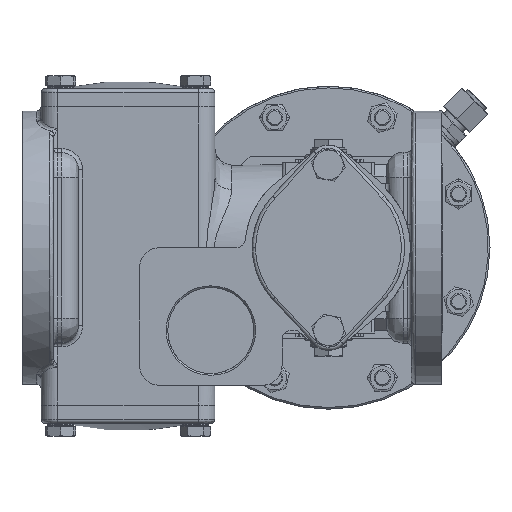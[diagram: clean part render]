
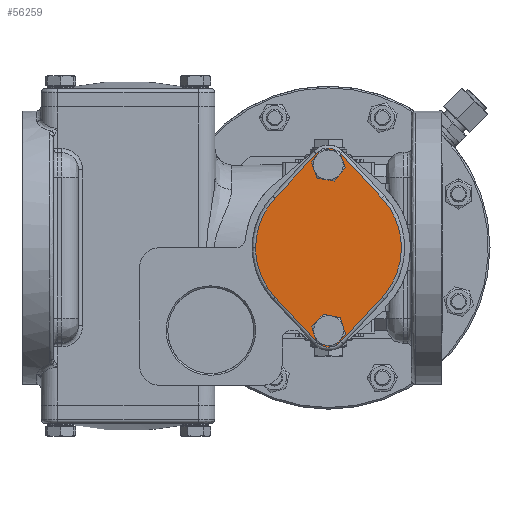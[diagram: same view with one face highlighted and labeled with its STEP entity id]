
A CAD part, front view. The second image highlights one B-rep face of the part: STEP entity #56259.
In plain terms, the highlighted planar face has unit normal (0, -1, 0).
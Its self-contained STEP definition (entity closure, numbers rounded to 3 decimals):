
#414 = DIRECTION ( 'NONE',  ( 0., 0., 1. ) ) ;
#850 = CARTESIAN_POINT ( 'NONE',  ( 128.202, -73., 56.817 ) ) ;
#2075 = CARTESIAN_POINT ( 'NONE',  ( 88.807, -73., -29.994 ) ) ;
#5676 =( BOUNDED_CURVE ( )  B_SPLINE_CURVE ( 3, ( #35937, #27260, #70034, #44553 ),
 .UNSPECIFIED., .F., .F. ) 
 B_SPLINE_CURVE_WITH_KNOTS ( ( 4, 4 ),
 ( 0., 1. ),
 .UNSPECIFIED. ) 
 CURVE ( )  GEOMETRIC_REPRESENTATION_ITEM ( )  RATIONAL_B_SPLINE_CURVE ( ( 1., 0.787, 0.787, 1. ) ) 
 REPRESENTATION_ITEM ( '' )  );
#6337 = EDGE_CURVE ( 'NONE', #7102, #16689, #86737, .T. ) ;
#6923 = CARTESIAN_POINT ( 'NONE',  ( 120.886, -73., 56.5 ) ) ;
#7102 = VERTEX_POINT ( 'NONE', #6923 ) ;
#8166 = CARTESIAN_POINT ( 'NONE',  ( 153.33, -73., -29.846 ) ) ;
#8835 = ORIENTED_EDGE ( 'NONE', *, *, #78036, .F. ) ;
#8938 = ORIENTED_EDGE ( 'NONE', *, *, #96249, .F. ) ;
#9050 = DIRECTION ( 'NONE',  ( 0.682, 0., -0.732 ) ) ;
#9471 = EDGE_CURVE ( 'NONE', #76992, #45009, #41845, .T. ) ;
#10177 = VERTEX_POINT ( 'NONE', #82504 ) ;
#10367 = LINE ( 'NONE', #8166, #53339 ) ;
#10509 = ORIENTED_EDGE ( 'NONE', *, *, #96721, .F. ) ;
#10718 = CARTESIAN_POINT ( 'NONE',  ( 77.026, -73., -11.331 ) ) ;
#14060 = AXIS2_PLACEMENT_3D ( 'NONE', #49220, #109120, #57918 ) ;
#15727 = CARTESIAN_POINT ( 'NONE',  ( 121.114, -73., -50. ) ) ;
#15954 = CARTESIAN_POINT ( 'NONE',  ( 88.67, -73., 29.846 ) ) ;
#16689 = VERTEX_POINT ( 'NONE', #103171 ) ;
#16822 = CARTESIAN_POINT ( 'NONE',  ( 88.807, -73., -29.994 ) ) ;
#17686 = CARTESIAN_POINT ( 'NONE',  ( 128.202, -73., 56.817 ) ) ;
#19003 = ORIENTED_EDGE ( 'NONE', *, *, #70755, .F. ) ;
#20129 = EDGE_CURVE ( 'NONE', #54089, #99475, #10367, .T. ) ;
#20239 = VECTOR ( 'NONE', #101512, 1000. ) ;
#20991 = CARTESIAN_POINT ( 'NONE',  ( 153.33, -73., -29.846 ) ) ;
#21041 = CARTESIAN_POINT ( 'NONE',  ( 121.114, -73., -43.5 ) ) ;
#21146 = CARTESIAN_POINT ( 'NONE',  ( 88.67, -73., 29.846 ) ) ;
#22828 = EDGE_CURVE ( 'NONE', #70396, #54101, #46061, .T. ) ;
#24337 = DIRECTION ( 'NONE',  ( 0., 0., 1. ) ) ;
#25139 = ORIENTED_EDGE ( 'NONE', *, *, #43821, .F. ) ;
#25191 = EDGE_LOOP ( 'NONE', ( #8835, #8938 ) ) ;
#26012 = EDGE_CURVE ( 'NONE', #109989, #104850, #86002, .T. ) ;
#27260 = CARTESIAN_POINT ( 'NONE',  ( 124.247, -73., -61.349 ) ) ;
#27379 = ORIENTED_EDGE ( 'NONE', *, *, #22828, .F. ) ;
#28743 = CARTESIAN_POINT ( 'NONE',  ( 153.33, -73., -29.846 ) ) ;
#30917 = CARTESIAN_POINT ( 'NONE',  ( 128.202, -73., 56.817 ) ) ;
#30935 = ORIENTED_EDGE ( 'NONE', *, *, #20129, .F. ) ;
#31303 = EDGE_CURVE ( 'NONE', #16689, #7102, #69167, .T. ) ;
#31883 = CARTESIAN_POINT ( 'NONE',  ( 121.114, -73., -50. ) ) ;
#33044 = CARTESIAN_POINT ( 'NONE',  ( 113.798, -73., -56.817 ) ) ;
#35058 = CARTESIAN_POINT ( 'NONE',  ( 113.538, -73., 56.783 ) ) ;
#35937 = CARTESIAN_POINT ( 'NONE',  ( 128.462, -73., -56.783 ) ) ;
#39226 = VERTEX_POINT ( 'NONE', #79463 ) ;
#39471 = EDGE_LOOP ( 'NONE', ( #10509, #30935, #19003, #27379, #25139, #64484, #106055, #110397, #96120 ) ) ;
#39564 = DIRECTION ( 'NONE',  ( 0., -1., 0. ) ) ;
#40544 = DIRECTION ( 'NONE',  ( 0., 0., 1. ) ) ;
#41845 =( BOUNDED_CURVE ( )  B_SPLINE_CURVE ( 3, ( #67385, #92785, #67008, #15954 ),
 .UNSPECIFIED., .F., .F. ) 
 B_SPLINE_CURVE_WITH_KNOTS ( ( 4, 4 ),
 ( 0., 1. ),
 .UNSPECIFIED. ) 
 CURVE ( )  GEOMETRIC_REPRESENTATION_ITEM ( )  RATIONAL_B_SPLINE_CURVE ( ( 1., 0.954, 0.954, 1. ) ) 
 REPRESENTATION_ITEM ( '' )  );
#42334 =( BOUNDED_CURVE ( )  B_SPLINE_CURVE ( 3, ( #2075, #53501, #10718, #70753 ),
 .UNSPECIFIED., .F., .F. ) 
 B_SPLINE_CURVE_WITH_KNOTS ( ( 4, 4 ),
 ( 0., 1. ),
 .UNSPECIFIED. ) 
 CURVE ( )  GEOMETRIC_REPRESENTATION_ITEM ( )  RATIONAL_B_SPLINE_CURVE ( ( 1., 0.954, 0.954, 1. ) ) 
 REPRESENTATION_ITEM ( '' )  );
#43821 = EDGE_CURVE ( 'NONE', #39226, #70396, #92385, .T. ) ;
#44553 = CARTESIAN_POINT ( 'NONE',  ( 113.798, -73., -56.817 ) ) ;
#45009 = VERTEX_POINT ( 'NONE', #21146 ) ;
#46061 = LINE ( 'NONE', #17686, #86295 ) ;
#48936 = ORIENTED_EDGE ( 'NONE', *, *, #31303, .F. ) ;
#49220 = CARTESIAN_POINT ( 'NONE',  ( 121.114, -73., -50. ) ) ;
#50973 = AXIS2_PLACEMENT_3D ( 'NONE', #31883, #91794, #40544 ) ;
#51818 = DIRECTION ( 'NONE',  ( 0., -1., 0. ) ) ;
#52275 = CARTESIAN_POINT ( 'NONE',  ( 123.966, -73., 61.363 ) ) ;
#53339 = VECTOR ( 'NONE', #59608, 1000. ) ;
#53501 = CARTESIAN_POINT ( 'NONE',  ( 81.152, -73., -21.777 ) ) ;
#54089 = VERTEX_POINT ( 'NONE', #28743 ) ;
#54101 = VERTEX_POINT ( 'NONE', #80124 ) ;
#56259 = ADVANCED_FACE ( 'NONE', ( #58948, #79032, #89723 ), #74618, .F. ) ;
#57262 = EDGE_CURVE ( 'NONE', #104850, #76992, #42334, .T. ) ;
#57918 = DIRECTION ( 'NONE',  ( 0., 0., 1. ) ) ;
#58948 = FACE_BOUND ( 'NONE', #88742, .T. ) ;
#59608 = DIRECTION ( 'NONE',  ( -0.678, 0., -0.735 ) ) ;
#61898 =( BOUNDED_CURVE ( )  B_SPLINE_CURVE ( 3, ( #97803, #106380, #72404, #20991 ),
 .UNSPECIFIED., .F., .F. ) 
 B_SPLINE_CURVE_WITH_KNOTS ( ( 4, 4 ),
 ( 0., 1. ),
 .UNSPECIFIED. ) 
 CURVE ( )  GEOMETRIC_REPRESENTATION_ITEM ( )  RATIONAL_B_SPLINE_CURVE ( ( 1., 0.822, 0.822, 1. ) ) 
 REPRESENTATION_ITEM ( '' )  );
#64484 = ORIENTED_EDGE ( 'NONE', *, *, #103419, .F. ) ;
#67008 = CARTESIAN_POINT ( 'NONE',  ( 81.052, -73., 21.594 ) ) ;
#67385 = CARTESIAN_POINT ( 'NONE',  ( 77., -73., -0.101 ) ) ;
#68695 = AXIS2_PLACEMENT_3D ( 'NONE', #103079, #51818, #414 ) ;
#69167 = CIRCLE ( 'NONE', #84524, 6.5 ) ;
#69675 = CARTESIAN_POINT ( 'NONE',  ( 113.798, -73., -56.817 ) ) ;
#70034 = CARTESIAN_POINT ( 'NONE',  ( 118.034, -73., -61.363 ) ) ;
#70396 = VERTEX_POINT ( 'NONE', #30917 ) ;
#70753 = CARTESIAN_POINT ( 'NONE',  ( 77., -73., -0.101 ) ) ;
#70755 = EDGE_CURVE ( 'NONE', #54101, #54089, #61898, .T. ) ;
#70780 = CARTESIAN_POINT ( 'NONE',  ( 128.462, -73., -56.783 ) ) ;
#71858 = CARTESIAN_POINT ( 'NONE',  ( 88.67, -73., 29.846 ) ) ;
#72404 = CARTESIAN_POINT ( 'NONE',  ( 169.787, -73., -12.019 ) ) ;
#74618 = PLANE ( 'NONE',  #50973 ) ;
#75768 = DIRECTION ( 'NONE',  ( 0., -1., 0. ) ) ;
#76992 = VERTEX_POINT ( 'NONE', #109945 ) ;
#78036 = EDGE_CURVE ( 'NONE', #100695, #10177, #85101, .T. ) ;
#79032 = FACE_BOUND ( 'NONE', #25191, .T. ) ;
#79463 = CARTESIAN_POINT ( 'NONE',  ( 113.538, -73., 56.783 ) ) ;
#80124 = CARTESIAN_POINT ( 'NONE',  ( 153.193, -73., 29.994 ) ) ;
#80841 = DIRECTION ( 'NONE',  ( 0.678, 0., 0.735 ) ) ;
#82504 = CARTESIAN_POINT ( 'NONE',  ( 121.114, -73., -56.5 ) ) ;
#84524 = AXIS2_PLACEMENT_3D ( 'NONE', #90830, #39564, #99398 ) ;
#85101 = CIRCLE ( 'NONE', #93911, 6.5 ) ;
#86002 = LINE ( 'NONE', #33044, #20239 ) ;
#86295 = VECTOR ( 'NONE', #9050, 1000. ) ;
#86351 = CARTESIAN_POINT ( 'NONE',  ( 117.753, -73., 61.349 ) ) ;
#86737 = CIRCLE ( 'NONE', #68695, 6.5 ) ;
#88742 = EDGE_LOOP ( 'NONE', ( #97142, #48936 ) ) ;
#89723 = FACE_OUTER_BOUND ( 'NONE', #39471, .T. ) ;
#90830 = CARTESIAN_POINT ( 'NONE',  ( 120.886, -73., 50. ) ) ;
#91794 = DIRECTION ( 'NONE',  ( 0., 1., 0. ) ) ;
#92385 =( BOUNDED_CURVE ( )  B_SPLINE_CURVE ( 3, ( #35058, #86351, #52275, #850 ),
 .UNSPECIFIED., .F., .F. ) 
 B_SPLINE_CURVE_WITH_KNOTS ( ( 4, 4 ),
 ( 0., 1. ),
 .UNSPECIFIED. ) 
 CURVE ( )  GEOMETRIC_REPRESENTATION_ITEM ( )  RATIONAL_B_SPLINE_CURVE ( ( 1., 0.787, 0.787, 1. ) ) 
 REPRESENTATION_ITEM ( '' )  );
#92785 = CARTESIAN_POINT ( 'NONE',  ( 76.974, -73., 11.13 ) ) ;
#93911 = AXIS2_PLACEMENT_3D ( 'NONE', #15727, #75768, #24337 ) ;
#96120 = ORIENTED_EDGE ( 'NONE', *, *, #26012, .F. ) ;
#96249 = EDGE_CURVE ( 'NONE', #10177, #100695, #98834, .T. ) ;
#96721 = EDGE_CURVE ( 'NONE', #99475, #109989, #5676, .T. ) ;
#97142 = ORIENTED_EDGE ( 'NONE', *, *, #6337, .F. ) ;
#97803 = CARTESIAN_POINT ( 'NONE',  ( 153.193, -73., 29.994 ) ) ;
#98834 = CIRCLE ( 'NONE', #14060, 6.5 ) ;
#99398 = DIRECTION ( 'NONE',  ( 0., 0., 1. ) ) ;
#99475 = VERTEX_POINT ( 'NONE', #70780 ) ;
#100695 = VERTEX_POINT ( 'NONE', #21041 ) ;
#101512 = DIRECTION ( 'NONE',  ( -0.682, 0., 0.732 ) ) ;
#103079 = CARTESIAN_POINT ( 'NONE',  ( 120.886, -73., 50. ) ) ;
#103167 = VECTOR ( 'NONE', #80841, 1000. ) ;
#103171 = CARTESIAN_POINT ( 'NONE',  ( 120.886, -73., 43.5 ) ) ;
#103419 = EDGE_CURVE ( 'NONE', #45009, #39226, #108531, .T. ) ;
#104850 = VERTEX_POINT ( 'NONE', #16822 ) ;
#106055 = ORIENTED_EDGE ( 'NONE', *, *, #9471, .F. ) ;
#106380 = CARTESIAN_POINT ( 'NONE',  ( 169.732, -73., 12.242 ) ) ;
#108531 = LINE ( 'NONE', #71858, #103167 ) ;
#109120 = DIRECTION ( 'NONE',  ( 0., -1., 0. ) ) ;
#109945 = CARTESIAN_POINT ( 'NONE',  ( 77., -73., -0.101 ) ) ;
#109989 = VERTEX_POINT ( 'NONE', #69675 ) ;
#110397 = ORIENTED_EDGE ( 'NONE', *, *, #57262, .F. ) ;
